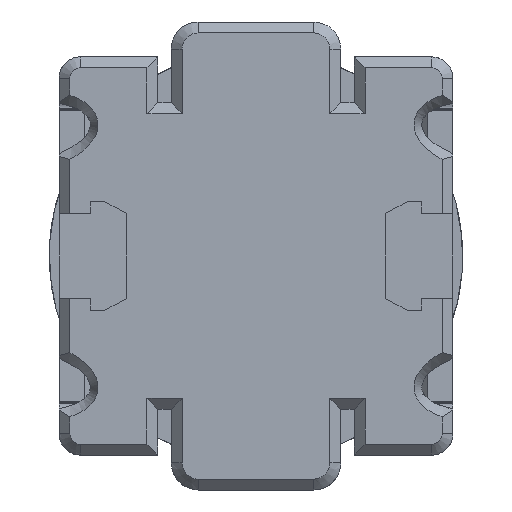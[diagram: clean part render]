
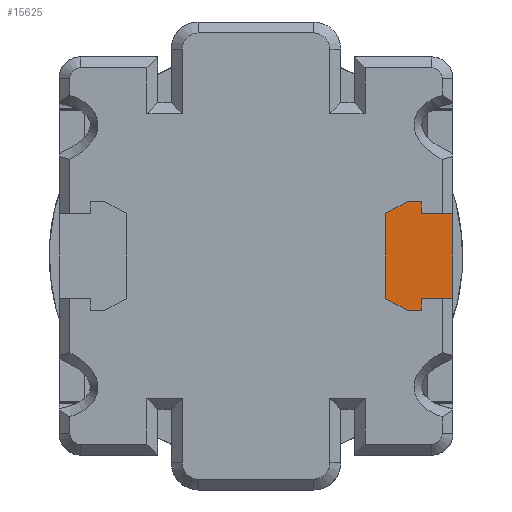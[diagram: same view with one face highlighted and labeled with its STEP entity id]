
A CAD part, front view. The second image highlights one B-rep face of the part: STEP entity #15625.
In plain terms, the highlighted planar face has unit normal (0, -1, 0).
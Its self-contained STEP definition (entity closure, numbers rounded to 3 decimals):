
#317 = CARTESIAN_POINT ( 'NONE',  ( 11.9, -44.3, 1.3 ) ) ;
#1061 = CARTESIAN_POINT ( 'NONE',  ( 15.2, -44.3, 5. ) ) ;
#1330 = VERTEX_POINT ( 'NONE', #10968 ) ;
#1405 = CARTESIAN_POINT ( 'NONE',  ( 14.333, -44.3, 5. ) ) ;
#1608 = EDGE_CURVE ( 'NONE', #7336, #1330, #16773, .T. ) ;
#1719 = CARTESIAN_POINT ( 'NONE',  ( 15.2, -44.3, -3.9 ) ) ;
#2070 = VERTEX_POINT ( 'NONE', #11743 ) ;
#2164 = B_SPLINE_CURVE_WITH_KNOTS ( 'NONE', 3,
 ( #12282, #12042, #18216, #19739 ),
 .UNSPECIFIED., .F., .F.,
 ( 4, 4 ),
 ( 0., 0.003 ),
 .UNSPECIFIED. ) ;
#2171 = B_SPLINE_CURVE_WITH_KNOTS ( 'NONE', 3,
 ( #23694, #11740, #21190, #7973 ),
 .UNSPECIFIED., .F., .F.,
 ( 4, 4 ),
 ( 0., 0.001 ),
 .UNSPECIFIED. ) ;
#2252 = DIRECTION ( 'NONE',  ( 0., -1., 0. ) ) ;
#2724 = B_SPLINE_CURVE_WITH_KNOTS ( 'NONE', 3,
 ( #7093, #6594, #14507, #22439 ),
 .UNSPECIFIED., .F., .F.,
 ( 4, 4 ),
 ( 0., 0.001 ),
 .UNSPECIFIED. ) ;
#2857 = EDGE_CURVE ( 'NONE', #21003, #10904, #2164, .T. ) ;
#3218 = CARTESIAN_POINT ( 'NONE',  ( 15.2, -44.3, 4.267 ) ) ;
#3634 = ORIENTED_EDGE ( 'NONE', *, *, #1608, .T. ) ;
#3699 = CARTESIAN_POINT ( 'NONE',  ( 11.9, -44.3, 3.9 ) ) ;
#3900 = CARTESIAN_POINT ( 'NONE',  ( 18.1, -44.3, -1.3 ) ) ;
#4073 = VERTEX_POINT ( 'NONE', #15952 ) ;
#4129 = CARTESIAN_POINT ( 'NONE',  ( 12.567, -44.3, -4.267 ) ) ;
#4289 = AXIS2_PLACEMENT_3D ( 'NONE', #19505, #2252, #17605 ) ;
#4606 = EDGE_CURVE ( 'NONE', #23790, #7357, #21230, .T. ) ;
#4698 = CARTESIAN_POINT ( 'NONE',  ( 18.1, -44.3, -3.9 ) ) ;
#4787 = CARTESIAN_POINT ( 'NONE',  ( 17.133, -44.3, 3.9 ) ) ;
#5576 = CARTESIAN_POINT ( 'NONE',  ( 12.567, -44.3, 4.267 ) ) ;
#5681 = EDGE_CURVE ( 'NONE', #2070, #23790, #8250, .T. ) ;
#6365 = CARTESIAN_POINT ( 'NONE',  ( 11.9, -44.3, -1.3 ) ) ;
#6594 = CARTESIAN_POINT ( 'NONE',  ( 15.2, -44.3, -4.633 ) ) ;
#7093 = CARTESIAN_POINT ( 'NONE',  ( 15.2, -44.3, -5. ) ) ;
#7336 = VERTEX_POINT ( 'NONE', #19809 ) ;
#7357 = VERTEX_POINT ( 'NONE', #10220 ) ;
#7907 = ORIENTED_EDGE ( 'NONE', *, *, #4606, .T. ) ;
#7973 = CARTESIAN_POINT ( 'NONE',  ( 15.2, -44.3, -5. ) ) ;
#8018 = CARTESIAN_POINT ( 'NONE',  ( 13.233, -44.3, -4.633 ) ) ;
#8250 = B_SPLINE_CURVE_WITH_KNOTS ( 'NONE', 3,
 ( #10983, #18658, #1405, #9100 ),
 .UNSPECIFIED., .F., .F.,
 ( 4, 4 ),
 ( 0., 0.001 ),
 .UNSPECIFIED. ) ;
#8800 = ORIENTED_EDGE ( 'NONE', *, *, #17648, .T. ) ;
#9100 = CARTESIAN_POINT ( 'NONE',  ( 13.9, -44.3, 5. ) ) ;
#10169 = FACE_OUTER_BOUND ( 'NONE', #18801, .T. ) ;
#10220 = CARTESIAN_POINT ( 'NONE',  ( 11.9, -44.3, 3.9 ) ) ;
#10335 = B_SPLINE_CURVE_WITH_KNOTS ( 'NONE', 3,
 ( #21349, #317, #6365, #11887 ),
 .UNSPECIFIED., .F., .F.,
 ( 4, 4 ),
 ( 0., 0.008 ),
 .UNSPECIFIED. ) ;
#10887 = CARTESIAN_POINT ( 'NONE',  ( 15.2, -44.3, 4.633 ) ) ;
#10904 = VERTEX_POINT ( 'NONE', #4698 ) ;
#10968 = CARTESIAN_POINT ( 'NONE',  ( 15.2, -44.3, 3.9 ) ) ;
#10983 = CARTESIAN_POINT ( 'NONE',  ( 15.2, -44.3, 5. ) ) ;
#11473 = CARTESIAN_POINT ( 'NONE',  ( 13.233, -44.3, 4.633 ) ) ;
#11740 = CARTESIAN_POINT ( 'NONE',  ( 14.333, -44.3, -5. ) ) ;
#11743 = CARTESIAN_POINT ( 'NONE',  ( 15.2, -44.3, 5. ) ) ;
#11887 = CARTESIAN_POINT ( 'NONE',  ( 11.9, -44.3, -3.9 ) ) ;
#12042 = CARTESIAN_POINT ( 'NONE',  ( 16.167, -44.3, -3.9 ) ) ;
#12282 = CARTESIAN_POINT ( 'NONE',  ( 15.2, -44.3, -3.9 ) ) ;
#12893 = EDGE_CURVE ( 'NONE', #16961, #21003, #2724, .T. ) ;
#13309 = CARTESIAN_POINT ( 'NONE',  ( 18.1, -44.3, -3.9 ) ) ;
#13506 = ORIENTED_EDGE ( 'NONE', *, *, #23939, .T. ) ;
#13672 = ORIENTED_EDGE ( 'NONE', *, *, #12893, .T. ) ;
#14082 = CARTESIAN_POINT ( 'NONE',  ( 18.1, -44.3, 3.9 ) ) ;
#14213 = CARTESIAN_POINT ( 'NONE',  ( 15.2, -44.3, 3.9 ) ) ;
#14507 = CARTESIAN_POINT ( 'NONE',  ( 15.2, -44.3, -4.267 ) ) ;
#14561 = ORIENTED_EDGE ( 'NONE', *, *, #17555, .T. ) ;
#14718 = EDGE_CURVE ( 'NONE', #4073, #15883, #23544, .T. ) ;
#15117 = B_SPLINE_CURVE_WITH_KNOTS ( 'NONE', 3,
 ( #13309, #3900, #15223, #22778 ),
 .UNSPECIFIED., .F., .F.,
 ( 4, 4 ),
 ( 0., 0.008 ),
 .UNSPECIFIED. ) ;
#15223 = CARTESIAN_POINT ( 'NONE',  ( 18.1, -44.3, 1.3 ) ) ;
#15625 = ADVANCED_FACE ( 'NONE', ( #10169 ), #15968, .T. ) ;
#15883 = VERTEX_POINT ( 'NONE', #17051 ) ;
#15952 = CARTESIAN_POINT ( 'NONE',  ( 11.9, -44.3, -3.9 ) ) ;
#15968 = PLANE ( 'NONE',  #4289 ) ;
#16175 = CARTESIAN_POINT ( 'NONE',  ( 15.2, -44.3, 3.9 ) ) ;
#16773 = B_SPLINE_CURVE_WITH_KNOTS ( 'NONE', 3,
 ( #14082, #4787, #21775, #14213 ),
 .UNSPECIFIED., .F., .F.,
 ( 4, 4 ),
 ( 0., 0.003 ),
 .UNSPECIFIED. ) ;
#16883 = ORIENTED_EDGE ( 'NONE', *, *, #18413, .T. ) ;
#16961 = VERTEX_POINT ( 'NONE', #21717 ) ;
#17051 = CARTESIAN_POINT ( 'NONE',  ( 13.9, -44.3, -5. ) ) ;
#17156 = ORIENTED_EDGE ( 'NONE', *, *, #5681, .T. ) ;
#17555 = EDGE_CURVE ( 'NONE', #7357, #4073, #10335, .T. ) ;
#17605 = DIRECTION ( 'NONE',  ( 0., 0., -1. ) ) ;
#17648 = EDGE_CURVE ( 'NONE', #1330, #2070, #23230, .T. ) ;
#18216 = CARTESIAN_POINT ( 'NONE',  ( 17.133, -44.3, -3.9 ) ) ;
#18413 = EDGE_CURVE ( 'NONE', #10904, #7336, #15117, .T. ) ;
#18658 = CARTESIAN_POINT ( 'NONE',  ( 14.767, -44.3, 5. ) ) ;
#18801 = EDGE_LOOP ( 'NONE', ( #16883, #3634, #8800, #17156, #7907, #14561, #18897, #13506, #13672, #20580 ) ) ;
#18897 = ORIENTED_EDGE ( 'NONE', *, *, #14718, .T. ) ;
#19505 = CARTESIAN_POINT ( 'NONE',  ( 15., -44.3, 0. ) ) ;
#19739 = CARTESIAN_POINT ( 'NONE',  ( 18.1, -44.3, -3.9 ) ) ;
#19809 = CARTESIAN_POINT ( 'NONE',  ( 18.1, -44.3, 3.9 ) ) ;
#20580 = ORIENTED_EDGE ( 'NONE', *, *, #2857, .T. ) ;
#20944 = CARTESIAN_POINT ( 'NONE',  ( 13.9, -44.3, 5. ) ) ;
#21003 = VERTEX_POINT ( 'NONE', #1719 ) ;
#21052 = CARTESIAN_POINT ( 'NONE',  ( 13.9, -44.3, 5. ) ) ;
#21190 = CARTESIAN_POINT ( 'NONE',  ( 14.767, -44.3, -5. ) ) ;
#21230 = B_SPLINE_CURVE_WITH_KNOTS ( 'NONE', 3,
 ( #21052, #11473, #5576, #3699 ),
 .UNSPECIFIED., .F., .F.,
 ( 4, 4 ),
 ( 0., 0.002 ),
 .UNSPECIFIED. ) ;
#21349 = CARTESIAN_POINT ( 'NONE',  ( 11.9, -44.3, 3.9 ) ) ;
#21361 = CARTESIAN_POINT ( 'NONE',  ( 11.9, -44.3, -3.9 ) ) ;
#21717 = CARTESIAN_POINT ( 'NONE',  ( 15.2, -44.3, -5. ) ) ;
#21775 = CARTESIAN_POINT ( 'NONE',  ( 16.167, -44.3, 3.9 ) ) ;
#22439 = CARTESIAN_POINT ( 'NONE',  ( 15.2, -44.3, -3.9 ) ) ;
#22778 = CARTESIAN_POINT ( 'NONE',  ( 18.1, -44.3, 3.9 ) ) ;
#22876 = CARTESIAN_POINT ( 'NONE',  ( 13.9, -44.3, -5. ) ) ;
#23230 = B_SPLINE_CURVE_WITH_KNOTS ( 'NONE', 3,
 ( #16175, #3218, #10887, #1061 ),
 .UNSPECIFIED., .F., .F.,
 ( 4, 4 ),
 ( 0., 0.001 ),
 .UNSPECIFIED. ) ;
#23544 = B_SPLINE_CURVE_WITH_KNOTS ( 'NONE', 3,
 ( #21361, #4129, #8018, #22876 ),
 .UNSPECIFIED., .F., .F.,
 ( 4, 4 ),
 ( 0., 0.002 ),
 .UNSPECIFIED. ) ;
#23694 = CARTESIAN_POINT ( 'NONE',  ( 13.9, -44.3, -5. ) ) ;
#23790 = VERTEX_POINT ( 'NONE', #20944 ) ;
#23939 = EDGE_CURVE ( 'NONE', #15883, #16961, #2171, .T. ) ;
